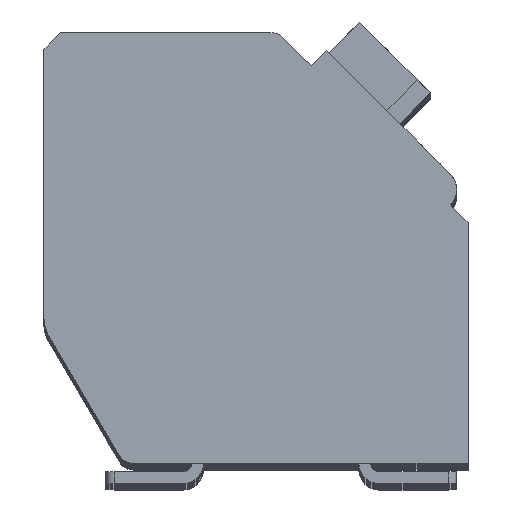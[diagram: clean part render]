
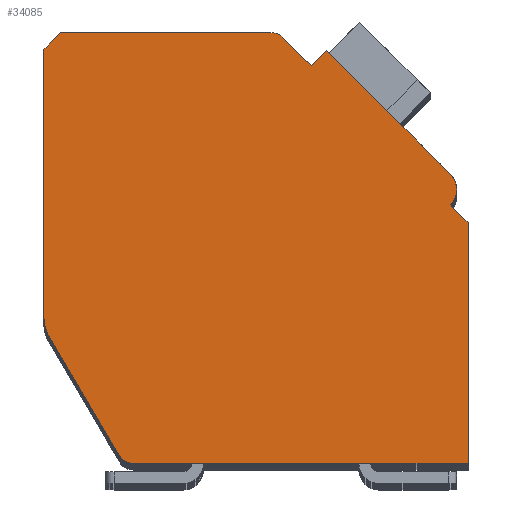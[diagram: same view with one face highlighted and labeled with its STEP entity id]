
A CAD part, top view. The second image highlights one B-rep face of the part: STEP entity #34085.
In plain terms, the highlighted planar face has unit normal (0, 0, 1).
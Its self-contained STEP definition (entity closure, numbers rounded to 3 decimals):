
#1231=DIRECTION('',(0.,-1.,0.));
#1232=VECTOR('',#1231,8.053);
#1233=CARTESIAN_POINT('',(-12.7,12.4,2.1));
#1234=LINE('',#1233,#1232);
#1235=DIRECTION('',(-0.707,-0.707,0.));
#1236=VECTOR('',#1235,0.707);
#1237=CARTESIAN_POINT('',(-12.2,12.9,2.1));
#1238=LINE('',#1237,#1236);
#1239=DIRECTION('',(-1.,0.,0.));
#1240=VECTOR('',#1239,6.298);
#1241=CARTESIAN_POINT('',(-5.902,12.9,2.1));
#1242=LINE('',#1241,#1240);
#1243=CARTESIAN_POINT('',(-5.902,12.4,2.1));
#1244=DIRECTION('',(0.,0.,1.));
#1245=DIRECTION('',(0.707,0.707,0.));
#1246=AXIS2_PLACEMENT_3D('',#1243,#1244,#1245);
#1248=DIRECTION('',(-0.707,0.707,0.));
#1249=VECTOR('',#1248,1.197);
#1250=CARTESIAN_POINT('',(-4.702,11.907,2.1));
#1251=LINE('',#1250,#1249);
#1252=DIRECTION('',(-0.707,-0.707,0.));
#1253=VECTOR('',#1252,0.65);
#1254=CARTESIAN_POINT('',(-4.243,12.367,2.1));
#1255=LINE('',#1254,#1253);
#1256=DIRECTION('',(-0.707,0.707,0.));
#1257=VECTOR('',#1256,5.25);
#1258=CARTESIAN_POINT('',(-0.53,8.655,2.1));
#1259=LINE('',#1258,#1257);
#1260=CARTESIAN_POINT('',(-0.99,8.195,2.1));
#1261=DIRECTION('',(0.,0.,1.));
#1262=DIRECTION('',(0.707,-0.707,0.));
#1263=AXIS2_PLACEMENT_3D('',#1260,#1261,#1262);
#1265=DIRECTION('',(-0.707,0.707,0.));
#1266=VECTOR('',#1265,0.75);
#1267=CARTESIAN_POINT('',(0.,7.205,2.1));
#1268=LINE('',#1267,#1266);
#1269=DIRECTION('',(0.,1.,0.));
#1270=VECTOR('',#1269,7.205);
#1271=CARTESIAN_POINT('',(0.,0.,2.1));
#1272=LINE('',#1271,#1270);
#1273=DIRECTION('',(1.,0.,0.));
#1274=VECTOR('',#1273,10.014);
#1275=CARTESIAN_POINT('',(-10.014,0.,2.1));
#1276=LINE('',#1275,#1274);
#1277=CARTESIAN_POINT('',(-10.014,0.5,2.1));
#1278=DIRECTION('',(0.,0.,1.));
#1279=DIRECTION('',(-0.862,-0.508,0.));
#1280=AXIS2_PLACEMENT_3D('',#1277,#1278,#1279);
#1282=DIRECTION('',(0.508,-0.862,0.));
#1283=VECTOR('',#1282,4.17);
#1284=CARTESIAN_POINT('',(-12.562,3.839,2.1));
#1285=LINE('',#1284,#1283);
#1286=CARTESIAN_POINT('',(-11.7,4.347,2.1));
#1287=DIRECTION('',(0.,0.,1.));
#1288=DIRECTION('',(-1.,0.,0.));
#1289=AXIS2_PLACEMENT_3D('',#1286,#1287,#1288);
#25227=CARTESIAN_POINT('',(-12.7,12.4,2.1));
#25228=CARTESIAN_POINT('',(-12.7,4.347,2.1));
#25229=VERTEX_POINT('',#25227);
#25230=VERTEX_POINT('',#25228);
#25231=CARTESIAN_POINT('',(-12.562,3.839,2.1));
#25232=VERTEX_POINT('',#25231);
#25233=CARTESIAN_POINT('',(-10.445,0.246,2.1));
#25234=VERTEX_POINT('',#25233);
#25235=CARTESIAN_POINT('',(-10.014,0.,2.1));
#25236=VERTEX_POINT('',#25235);
#25237=CARTESIAN_POINT('',(0.,0.,2.1));
#25238=VERTEX_POINT('',#25237);
#25239=CARTESIAN_POINT('',(0.,7.205,2.1));
#25240=VERTEX_POINT('',#25239);
#25241=CARTESIAN_POINT('',(-0.53,7.735,2.1));
#25242=VERTEX_POINT('',#25241);
#25243=CARTESIAN_POINT('',(-0.53,8.655,2.1));
#25244=VERTEX_POINT('',#25243);
#25245=CARTESIAN_POINT('',(-4.243,12.367,2.1));
#25246=VERTEX_POINT('',#25245);
#25247=CARTESIAN_POINT('',(-4.702,11.907,2.1));
#25248=VERTEX_POINT('',#25247);
#25249=CARTESIAN_POINT('',(-5.548,12.754,2.1));
#25250=VERTEX_POINT('',#25249);
#25251=CARTESIAN_POINT('',(-5.902,12.9,2.1));
#25252=VERTEX_POINT('',#25251);
#25253=CARTESIAN_POINT('',(-12.2,12.9,2.1));
#25254=VERTEX_POINT('',#25253);
#34053=CARTESIAN_POINT('',(0.,0.,2.1));
#34054=DIRECTION('',(0.,0.,1.));
#34055=DIRECTION('',(1.,0.,0.));
#34056=AXIS2_PLACEMENT_3D('',#34053,#34054,#34055);
#34057=PLANE('',#34056);
#34058=ORIENTED_EDGE('',*,*,#32938,.F.);
#34060=ORIENTED_EDGE('',*,*,#34059,.F.);
#34062=ORIENTED_EDGE('',*,*,#34061,.F.);
#34064=ORIENTED_EDGE('',*,*,#34063,.F.);
#34066=ORIENTED_EDGE('',*,*,#34065,.F.);
#34068=ORIENTED_EDGE('',*,*,#34067,.F.);
#34070=ORIENTED_EDGE('',*,*,#34069,.F.);
#34072=ORIENTED_EDGE('',*,*,#34071,.F.);
#34074=ORIENTED_EDGE('',*,*,#34073,.F.);
#34076=ORIENTED_EDGE('',*,*,#34075,.F.);
#34078=ORIENTED_EDGE('',*,*,#34077,.F.);
#34080=ORIENTED_EDGE('',*,*,#34079,.F.);
#34081=ORIENTED_EDGE('',*,*,#33527,.F.);
#34082=ORIENTED_EDGE('',*,*,#33150,.F.);
#34083=EDGE_LOOP('',(#34058,#34060,#34062,#34064,#34066,#34068,#34070,#34072,
#34074,#34076,#34078,#34080,#34081,#34082));
#34084=FACE_OUTER_BOUND('',#34083,.F.);
#1247=CIRCLE('',#1246,0.5);
#1264=CIRCLE('',#1263,0.65);
#1281=CIRCLE('',#1280,0.5);
#1290=CIRCLE('',#1289,1.);
#32938=EDGE_CURVE('',#25229,#25230,#1234,.T.);
#33150=EDGE_CURVE('',#25230,#25232,#1290,.T.);
#33527=EDGE_CURVE('',#25232,#25234,#1285,.T.);
#34059=EDGE_CURVE('',#25254,#25229,#1238,.T.);
#34061=EDGE_CURVE('',#25252,#25254,#1242,.T.);
#34063=EDGE_CURVE('',#25250,#25252,#1247,.T.);
#34065=EDGE_CURVE('',#25248,#25250,#1251,.T.);
#34067=EDGE_CURVE('',#25246,#25248,#1255,.T.);
#34069=EDGE_CURVE('',#25244,#25246,#1259,.T.);
#34071=EDGE_CURVE('',#25242,#25244,#1264,.T.);
#34073=EDGE_CURVE('',#25240,#25242,#1268,.T.);
#34075=EDGE_CURVE('',#25238,#25240,#1272,.T.);
#34077=EDGE_CURVE('',#25236,#25238,#1276,.T.);
#34079=EDGE_CURVE('',#25234,#25236,#1281,.T.);
#34085=ADVANCED_FACE('',(#34084),#34057,.T.);
